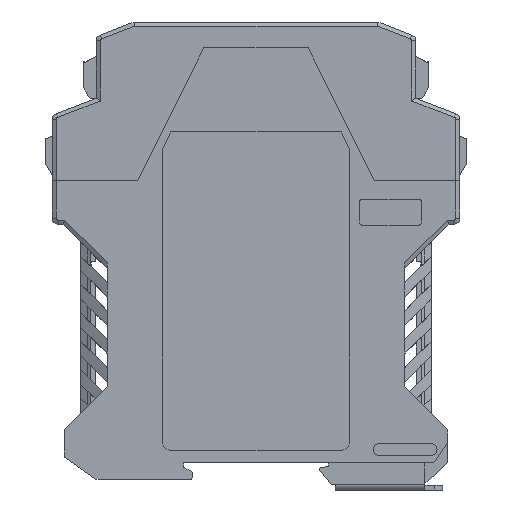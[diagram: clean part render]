
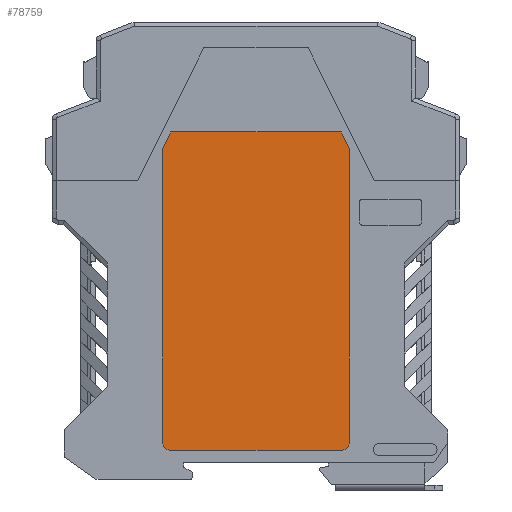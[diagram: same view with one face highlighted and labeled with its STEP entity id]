
A CAD part, left-side view. The second image highlights one B-rep face of the part: STEP entity #78759.
In plain terms, the highlighted face is planar.
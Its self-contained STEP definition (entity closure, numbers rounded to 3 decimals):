
#2235=CIRCLE('',#83149,2.);
#2236=CIRCLE('',#83150,2.);
#4045=VERTEX_POINT('',#108415);
#4046=VERTEX_POINT('',#108417);
#4047=VERTEX_POINT('',#108421);
#4048=VERTEX_POINT('',#108425);
#4049=VERTEX_POINT('',#108427);
#4050=VERTEX_POINT('',#108429);
#4051=VERTEX_POINT('',#108431);
#4052=VERTEX_POINT('',#108433);
#12281=VECTOR('',#89622,1.);
#12283=VECTOR('',#89625,1.);
#12284=VECTOR('',#89627,1.);
#12285=VECTOR('',#89628,1.);
#12286=VECTOR('',#89629,1.);
#12287=VECTOR('',#89632,1.);
#22771=LINE('',#108418,#12281);
#22773=LINE('',#108422,#12283);
#22774=LINE('',#108424,#12284);
#22775=LINE('',#108426,#12285);
#22776=LINE('',#108428,#12286);
#22777=LINE('',#108432,#12287);
#33317=EDGE_CURVE('',#4045,#4046,#22771,.T.);
#33319=EDGE_CURVE('',#4047,#4045,#22773,.T.);
#33320=EDGE_CURVE('',#4046,#4048,#22774,.T.);
#33321=EDGE_CURVE('',#4048,#4049,#22775,.T.);
#33322=EDGE_CURVE('',#4049,#4050,#22776,.T.);
#33323=EDGE_CURVE('',#4051,#4050,#2235,.T.);
#33324=EDGE_CURVE('',#4051,#4052,#22777,.T.);
#33325=EDGE_CURVE('',#4047,#4052,#2236,.T.);
#46323=ORIENTED_EDGE('',*,*,#33320,.T.);
#46324=ORIENTED_EDGE('',*,*,#33321,.T.);
#46325=ORIENTED_EDGE('',*,*,#33322,.T.);
#46326=ORIENTED_EDGE('',*,*,#33323,.F.);
#46327=ORIENTED_EDGE('',*,*,#33324,.T.);
#46328=ORIENTED_EDGE('',*,*,#33325,.F.);
#46329=ORIENTED_EDGE('',*,*,#33319,.T.);
#46330=ORIENTED_EDGE('',*,*,#33317,.T.);
#69380=EDGE_LOOP('',(#46323,#46324,#46325,#46326,#46327,#46328,#46329,#46330));
#74072=FACE_BOUND('',#69380,.T.);
#78759=ADVANCED_FACE('',(#74072),#131913,.T.);
#83148=AXIS2_PLACEMENT_3D('',#108423,#89626,$);
#83149=AXIS2_PLACEMENT_3D('',#108430,#89630,#89631);
#83150=AXIS2_PLACEMENT_3D('',#108434,#89633,#89634);
#89622=DIRECTION('',(0.447,0.894,0.));
#89625=DIRECTION('',(0.,1.,0.));
#89626=DIRECTION('',(0.,0.,-1.));
#89627=DIRECTION('',(1.,0.,0.));
#89628=DIRECTION('',(0.447,-0.894,0.));
#89629=DIRECTION('',(0.,-1.,0.));
#89630=DIRECTION('',(0.,0.,1.));
#89631=DIRECTION('',(2.,0.,0.));
#89632=DIRECTION('',(-1.,0.,0.));
#89633=DIRECTION('',(0.,0.,1.));
#89634=DIRECTION('',(2.,0.,0.));
#108415=CARTESIAN_POINT('',(-22.65,84.3,-11.1));
#108417=CARTESIAN_POINT('',(-20.65,88.3,-11.1));
#108418=CARTESIAN_POINT('',(-51.84,25.92,-11.1));
#108421=CARTESIAN_POINT('',(-22.65,13.,-11.1));
#108422=CARTESIAN_POINT('',(-22.65,0.,-11.1));
#108423=CARTESIAN_POINT('',(-34.89,74.275,-11.1));
#108424=CARTESIAN_POINT('',(0.,88.3,-11.1));
#108425=CARTESIAN_POINT('',(20.65,88.3,-11.1));
#108426=CARTESIAN_POINT('',(51.84,25.92,-11.1));
#108427=CARTESIAN_POINT('',(22.65,84.3,-11.1));
#108428=CARTESIAN_POINT('',(22.65,0.,-11.1));
#108429=CARTESIAN_POINT('',(22.65,13.,-11.1));
#108430=CARTESIAN_POINT('',(20.65,13.,-11.1));
#108431=CARTESIAN_POINT('',(20.65,11.,-11.1));
#108432=CARTESIAN_POINT('',(0.,11.,-11.1));
#108433=CARTESIAN_POINT('',(-20.65,11.,-11.1));
#108434=CARTESIAN_POINT('',(-20.65,13.,-11.1));
#131913=PLANE('',#83148);
